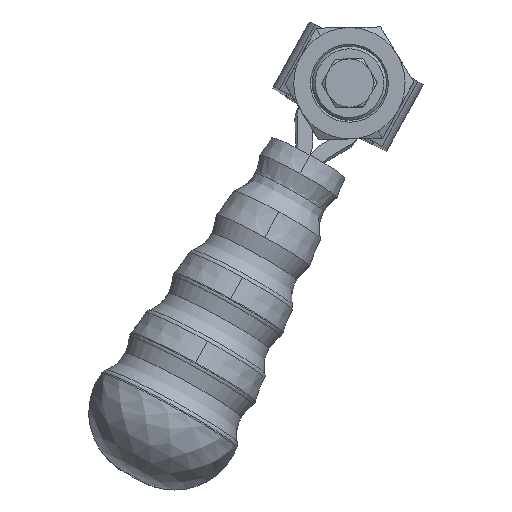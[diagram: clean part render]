
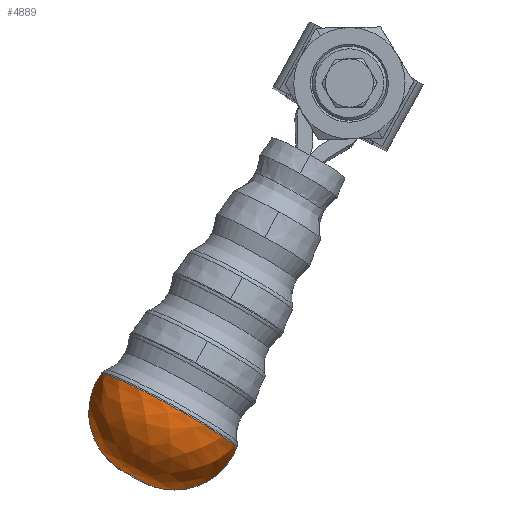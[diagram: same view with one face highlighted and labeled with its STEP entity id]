
A CAD part, top view. The second image highlights one B-rep face of the part: STEP entity #4889.
In plain terms, the highlighted free-form (B-spline) face has degree [2, 2] with [7, 9] control points.
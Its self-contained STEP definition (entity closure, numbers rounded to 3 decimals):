
#4780=CARTESIAN_POINT('',(-118.274,-115.677,-105.096));
#4781=CARTESIAN_POINT('',(-129.352,-111.757,-104.949));
#4782=CARTESIAN_POINT('',(-130.239,-100.062,-105.703));
#4783=CARTESIAN_POINT('',(-131.125,-88.367,-106.457));
#4784=CARTESIAN_POINT('',(-120.76,-82.88,-107.212));
#4785=CARTESIAN_POINT('',(-110.395,-77.392,-107.966));
#4786=CARTESIAN_POINT('',(-101.17,-84.672,-107.818));
#4787=CARTESIAN_POINT('',(-118.274,-115.677,-105.096));
#4788=CARTESIAN_POINT('',(-129.781,-112.535,-116.509));
#4789=CARTESIAN_POINT('',(-130.906,-101.271,-123.669));
#4790=CARTESIAN_POINT('',(-132.03,-90.008,-130.829));
#4791=CARTESIAN_POINT('',(-121.427,-84.089,-125.177));
#4792=CARTESIAN_POINT('',(-110.824,-78.17,-119.525));
#4793=CARTESIAN_POINT('',(-101.17,-84.672,-107.818));
#4794=CARTESIAN_POINT('',(-118.274,-115.677,-105.096));
#4795=CARTESIAN_POINT('',(-119.63,-118.135,-116.509));
#4796=CARTESIAN_POINT('',(-115.128,-109.975,-123.669));
#4797=CARTESIAN_POINT('',(-110.627,-101.815,-130.829));
#4798=CARTESIAN_POINT('',(-105.65,-92.793,-125.177));
#4799=CARTESIAN_POINT('',(-100.672,-83.771,-119.525));
#4800=CARTESIAN_POINT('',(-101.17,-84.672,-107.818));
#4801=CARTESIAN_POINT('',(-118.274,-115.677,-105.096));
#4802=CARTESIAN_POINT('',(-109.478,-123.735,-116.509));
#4803=CARTESIAN_POINT('',(-99.351,-118.679,-123.669));
#4804=CARTESIAN_POINT('',(-89.224,-113.623,-130.829));
#4805=CARTESIAN_POINT('',(-89.872,-101.497,-125.177));
#4806=CARTESIAN_POINT('',(-90.521,-89.371,-119.525));
#4807=CARTESIAN_POINT('',(-101.17,-84.672,-107.818));
#4808=CARTESIAN_POINT('',(-118.274,-115.677,-105.096));
#4809=CARTESIAN_POINT('',(-109.049,-122.957,-104.949));
#4810=CARTESIAN_POINT('',(-98.684,-117.47,-105.703));
#4811=CARTESIAN_POINT('',(-88.319,-111.982,-106.457));
#4812=CARTESIAN_POINT('',(-89.205,-100.288,-107.212));
#4813=CARTESIAN_POINT('',(-90.091,-88.593,-107.966));
#4814=CARTESIAN_POINT('',(-101.17,-84.672,-107.818));
#4815=CARTESIAN_POINT('',(-118.274,-115.677,-105.096));
#4816=CARTESIAN_POINT('',(-108.62,-122.179,-93.389));
#4817=CARTESIAN_POINT('',(-98.017,-116.261,-87.737));
#4818=CARTESIAN_POINT('',(-87.414,-110.342,-82.085));
#4819=CARTESIAN_POINT('',(-88.538,-99.078,-89.246));
#4820=CARTESIAN_POINT('',(-89.662,-87.815,-96.406));
#4821=CARTESIAN_POINT('',(-101.17,-84.672,-107.818));
#4822=CARTESIAN_POINT('',(-118.274,-115.677,-105.096));
#4823=CARTESIAN_POINT('',(-118.772,-116.579,-93.389));
#4824=CARTESIAN_POINT('',(-113.794,-107.557,-87.737));
#4825=CARTESIAN_POINT('',(-108.817,-98.534,-82.085));
#4826=CARTESIAN_POINT('',(-104.315,-90.375,-89.246));
#4827=CARTESIAN_POINT('',(-99.814,-82.215,-96.406));
#4828=CARTESIAN_POINT('',(-101.17,-84.672,-107.818));
#4829=CARTESIAN_POINT('',(-118.274,-115.677,-105.096));
#4830=CARTESIAN_POINT('',(-128.923,-110.979,-93.389));
#4831=CARTESIAN_POINT('',(-129.572,-98.853,-87.737));
#4832=CARTESIAN_POINT('',(-130.22,-86.727,-82.085));
#4833=CARTESIAN_POINT('',(-120.093,-81.671,-89.246));
#4834=CARTESIAN_POINT('',(-109.965,-76.614,-96.406));
#4835=CARTESIAN_POINT('',(-101.17,-84.672,-107.818));
#4836=CARTESIAN_POINT('',(-118.274,-115.677,-105.096));
#4837=CARTESIAN_POINT('',(-129.352,-111.757,-104.949));
#4838=CARTESIAN_POINT('',(-130.239,-100.062,-105.703));
#4839=CARTESIAN_POINT('',(-131.125,-88.367,-106.457));
#4840=CARTESIAN_POINT('',(-120.76,-82.88,-107.212));
#4841=CARTESIAN_POINT('',(-110.395,-77.392,-107.966));
#4842=CARTESIAN_POINT('',(-101.17,-84.672,-107.818));
#4850=(BOUNDED_SURFACE()B_SPLINE_SURFACE(2,2,((#4780,#4787,#4794,#4801,#4808,#4815,#4822,#4829,#4836),(#4781,#4788,#4795,#4802,#4809,#4816,#4823,#4830,#4837),(#4782,#4789,#4796,#4803,#4810,#4817,#4824,#4831,#4838),(#4783,#4790,#4797,#4804,#4811,#4818,#4825,#4832,#4839),(#4784,#4791,#4798,#4805,#4812,#4819,#4826,#4833,#4840),(#4785,#4792,#4799,#4806,#4813,#4820,#4827,#4834,#4841),(#4786,#4793,#4800,#4807,#4814,#4821,#4828,#4835,#4842)),.UNSPECIFIED.,.F.,.T.,.U.)B_SPLINE_SURFACE_WITH_KNOTS((3,2,2,3),(3,2,2,2,3),(-1.735,-0.578,0.578,1.735),(0.0,1.571,3.142,4.712,6.283),.UNSPECIFIED.)GEOMETRIC_REPRESENTATION_ITEM()RATIONAL_B_SPLINE_SURFACE(((1.0,0.707,1.0,0.707,1.0,0.707,1.0,0.707,1.0),(0.837,0.592,0.837,0.592,0.837,0.592,0.837,0.592,0.837),(1.0,0.707,1.0,0.707,1.0,0.707,1.0,0.707,1.0),(0.837,0.592,0.837,0.592,0.837,0.592,0.837,0.592,0.837),(1.0,0.707,1.0,0.707,1.0,0.707,1.0,0.707,1.0),(0.837,0.592,0.837,0.592,0.837,0.592,0.837,0.592,0.837),(1.0,0.707,1.0,0.707,1.0,0.707,1.0,0.707,1.0)))REPRESENTATION_ITEM('')SURFACE());
#4851=CARTESIAN_POINT('',(-126.96,-88.305,-106.616));
#4852=VERTEX_POINT('',#4851);
#4853=CARTESIAN_POINT('',(-118.274,-115.677,-105.096));
#4854=VERTEX_POINT('',#4853);
#4855=CARTESIAN_POINT('',(-112.302,-98.751,-106.457));
#4856=DIRECTION('',(0.037,0.067,0.997));
#4857=DIRECTION('',(-0.876,0.483,0.));
#4858=AXIS2_PLACEMENT_3D('',#4855,#4856,#4857);
#4859=CIRCLE('',#4858,18.);
#4860=EDGE_CURVE('',#4852,#4854,#4859,.T.);
#4861=ORIENTED_EDGE('',*,*,#4860,.T.);
#4862=CARTESIAN_POINT('',(-90.487,-108.426,-106.616));
#4863=VERTEX_POINT('',#4862);
#4864=CARTESIAN_POINT('',(-107.141,-101.598,-106.457));
#4865=DIRECTION('',(0.037,0.067,0.997));
#4866=DIRECTION('',(0.876,-0.483,0.));
#4867=AXIS2_PLACEMENT_3D('',#4864,#4865,#4866);
#4868=CIRCLE('',#4867,18.);
#4869=EDGE_CURVE('',#4854,#4863,#4868,.T.);
#4870=ORIENTED_EDGE('',*,*,#4869,.T.);
#4871=CARTESIAN_POINT('',(-107.953,-96.968,-85.85));
#4872=VERTEX_POINT('',#4871);
#4873=CARTESIAN_POINT('',(-108.724,-98.365,-106.616));
#4874=DIRECTION('',(0.482,0.873,-0.077));
#4875=DIRECTION('',(-0.037,-0.067,-0.997));
#4876=AXIS2_PLACEMENT_3D('',#4873,#4874,#4875);
#4877=CIRCLE('',#4876,20.827);
#4878=EDGE_CURVE('',#4872,#4863,#4877,.T.);
#4879=ORIENTED_EDGE('',*,*,#4878,.F.);
#4880=CARTESIAN_POINT('',(-108.724,-98.365,-106.616));
#4881=DIRECTION('',(0.482,0.873,-0.077));
#4882=DIRECTION('',(-0.037,-0.067,-0.997));
#4883=AXIS2_PLACEMENT_3D('',#4880,#4881,#4882);
#4884=CIRCLE('',#4883,20.827);
#4885=EDGE_CURVE('',#4852,#4872,#4884,.T.);
#4886=ORIENTED_EDGE('',*,*,#4885,.F.);
#4887=EDGE_LOOP('',(#4861,#4870,#4879,#4886));
#4888=FACE_OUTER_BOUND('',#4887,.T.);
#4889=ADVANCED_FACE('',(#4888),#4850,.T.);
